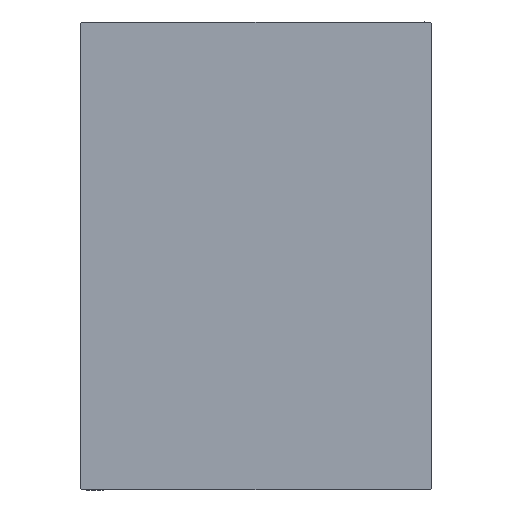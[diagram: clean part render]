
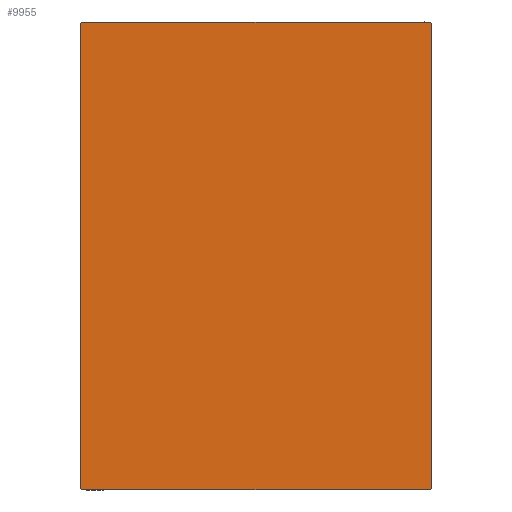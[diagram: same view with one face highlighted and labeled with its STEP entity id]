
A CAD part, left-side view. The second image highlights one B-rep face of the part: STEP entity #9955.
In plain terms, the highlighted face is planar.
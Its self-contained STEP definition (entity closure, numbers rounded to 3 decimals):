
#1050 = EDGE_CURVE ( 'NONE', #3683, #28984, #15518, .T. ) ;
#1275 = ORIENTED_EDGE ( 'NONE', *, *, #22446, .T. ) ;
#1596 = ORIENTED_EDGE ( 'NONE', *, *, #12576, .T. ) ;
#2092 = LINE ( 'NONE', #19046, #42035 ) ;
#2362 = ORIENTED_EDGE ( 'NONE', *, *, #33037, .T. ) ;
#2446 = FACE_OUTER_BOUND ( 'NONE', #40132, .T. ) ;
#3683 = VERTEX_POINT ( 'NONE', #9107 ) ;
#4369 = VERTEX_POINT ( 'NONE', #33487 ) ;
#4794 = CARTESIAN_POINT ( 'NONE',  ( 98., 37.5, -50. ) ) ;
#5088 = PLANE ( 'NONE',  #26862 ) ;
#5596 = EDGE_CURVE ( 'NONE', #28984, #33886, #41116, .T. ) ;
#6241 = VECTOR ( 'NONE', #8913, 1000. ) ;
#7682 = CARTESIAN_POINT ( 'NONE',  ( 98., -37.5, 50. ) ) ;
#8196 = CARTESIAN_POINT ( 'NONE',  ( 98., 37.2, -50. ) ) ;
#8612 = CARTESIAN_POINT ( 'NONE',  ( 98., 0., 0. ) ) ;
#8831 = CARTESIAN_POINT ( 'NONE',  ( 98., -37.5, -50. ) ) ;
#8913 = DIRECTION ( 'NONE',  ( 0., -0.707, -0.707 ) ) ;
#9107 = CARTESIAN_POINT ( 'NONE',  ( 98., -37.2, 50. ) ) ;
#9781 = CARTESIAN_POINT ( 'NONE',  ( 98., -43.6, 43.6 ) ) ;
#9955 = ADVANCED_FACE ( 'NONE', ( #2446 ), #5088, .T. ) ;
#10769 = EDGE_CURVE ( 'NONE', #15279, #4369, #18250, .T. ) ;
#11196 = DIRECTION ( 'NONE',  ( 0., 0., 1. ) ) ;
#11631 = CARTESIAN_POINT ( 'NONE',  ( 98., -43.6, -43.6 ) ) ;
#12420 = ORIENTED_EDGE ( 'NONE', *, *, #15760, .T. ) ;
#12576 = EDGE_CURVE ( 'NONE', #13756, #37547, #29976, .T. ) ;
#13756 = VERTEX_POINT ( 'NONE', #16033 ) ;
#15279 = VERTEX_POINT ( 'NONE', #8196 ) ;
#15518 = LINE ( 'NONE', #9781, #6241 ) ;
#15760 = EDGE_CURVE ( 'NONE', #37547, #3683, #2092, .T. ) ;
#16033 = CARTESIAN_POINT ( 'NONE',  ( 98., 37.5, 49.7 ) ) ;
#17817 = DIRECTION ( 'NONE',  ( 0., 0.707, 0.707 ) ) ;
#18250 = LINE ( 'NONE', #34525, #18534 ) ;
#18520 = DIRECTION ( 'NONE',  ( 1., 0., 0. ) ) ;
#18534 = VECTOR ( 'NONE', #17817, 1000. ) ;
#18638 = ORIENTED_EDGE ( 'NONE', *, *, #5596, .T. ) ;
#19046 = CARTESIAN_POINT ( 'NONE',  ( 98., 37.5, 50. ) ) ;
#19231 = VERTEX_POINT ( 'NONE', #36462 ) ;
#22048 = DIRECTION ( 'NONE',  ( 0., 1., 0. ) ) ;
#22446 = EDGE_CURVE ( 'NONE', #4369, #13756, #34943, .T. ) ;
#22778 = VECTOR ( 'NONE', #38470, 1000. ) ;
#22926 = ORIENTED_EDGE ( 'NONE', *, *, #10769, .T. ) ;
#23484 = CARTESIAN_POINT ( 'NONE',  ( 98., -37.5, -49.7 ) ) ;
#23599 = DIRECTION ( 'NONE',  ( 0., -0.707, 0.707 ) ) ;
#26099 = DIRECTION ( 'NONE',  ( 0., -1., 0. ) ) ;
#26460 = ORIENTED_EDGE ( 'NONE', *, *, #1050, .T. ) ;
#26862 = AXIS2_PLACEMENT_3D ( 'NONE', #8612, #18520, #38761 ) ;
#27637 = VECTOR ( 'NONE', #22048, 1000. ) ;
#28350 = CARTESIAN_POINT ( 'NONE',  ( 98., 37.2, 50. ) ) ;
#28984 = VERTEX_POINT ( 'NONE', #31112 ) ;
#29200 = VECTOR ( 'NONE', #11196, 1000. ) ;
#29235 = DIRECTION ( 'NONE',  ( 0., 0., -1. ) ) ;
#29976 = LINE ( 'NONE', #38850, #38452 ) ;
#30782 = ORIENTED_EDGE ( 'NONE', *, *, #35784, .T. ) ;
#31112 = CARTESIAN_POINT ( 'NONE',  ( 98., -37.5, 49.7 ) ) ;
#33037 = EDGE_CURVE ( 'NONE', #19231, #15279, #41824, .T. ) ;
#33487 = CARTESIAN_POINT ( 'NONE',  ( 98., 37.5, -49.7 ) ) ;
#33886 = VERTEX_POINT ( 'NONE', #23484 ) ;
#34525 = CARTESIAN_POINT ( 'NONE',  ( 98., 43.6, -43.6 ) ) ;
#34943 = LINE ( 'NONE', #4794, #29200 ) ;
#35784 = EDGE_CURVE ( 'NONE', #33886, #19231, #41763, .T. ) ;
#36462 = CARTESIAN_POINT ( 'NONE',  ( 98., -37.2, -50. ) ) ;
#37547 = VERTEX_POINT ( 'NONE', #28350 ) ;
#38452 = VECTOR ( 'NONE', #23599, 1000. ) ;
#38470 = DIRECTION ( 'NONE',  ( 0., 0.707, -0.707 ) ) ;
#38761 = DIRECTION ( 'NONE',  ( 0., 0., -1. ) ) ;
#38850 = CARTESIAN_POINT ( 'NONE',  ( 98., 43.6, 43.6 ) ) ;
#40132 = EDGE_LOOP ( 'NONE', ( #2362, #22926, #1275, #1596, #12420, #26460, #18638, #30782 ) ) ;
#40802 = VECTOR ( 'NONE', #29235, 1000. ) ;
#41116 = LINE ( 'NONE', #7682, #40802 ) ;
#41763 = LINE ( 'NONE', #11631, #22778 ) ;
#41824 = LINE ( 'NONE', #8831, #27637 ) ;
#42035 = VECTOR ( 'NONE', #26099, 1000. ) ;
